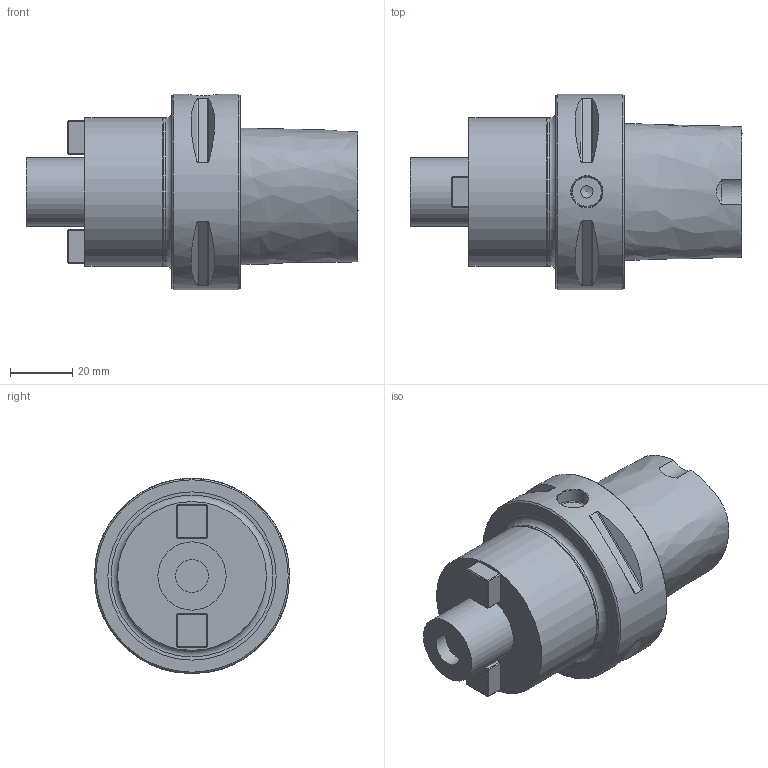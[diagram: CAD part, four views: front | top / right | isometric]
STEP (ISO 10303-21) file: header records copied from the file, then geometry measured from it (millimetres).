
FILE_DESCRIPTION(/* description */ (''),/* implementation_level */ '2;1');
FILE_NAME(/* name */ 'AC6-FM-22-050.stp',/* time_stamp */ '2024-12-18T11:12:43+03:00',/* author */ (''),/* organization */ (''),/* preprocessor_version */ 'ST-DEVELOPER v19.4',/* originating_system */ 'SIEMENS PLM Software NX2306.9102',/* authorisation */ '');
FILE_SCHEMA (('AUTOMOTIVE_DESIGN { 1 0 10303 214 3 1 1 1 }'));
Length unit declared in the file: millimetre
Products named in the file (1): AC6-FM-22-050-Light Step-Dxf_objects
Bounding box: 107 x 63 x 63 mm (x, y, z)
Volume: 180126.1 mm3; surface area: 21971.2 mm2
Topology: 1 solids, 1 shells, 79 faces, 169 edges, 102 vertices
Faces by surface type: plane 53, cylinder 16, cone 6, bspline 2, torus 2
Full cylindrical faces by diameter (mm): 4 x1, 10 x1, 10.5 x1, 22 x1, 47.8 x1, 48 x1, 63 x1
Entity records: 2745 total; most frequent: CARTESIAN_POINT 1131, DIRECTION 310, ORIENTED_EDGE 294, EDGE_CURVE 147, AXIS2_PLACEMENT_3D 107, EDGE_LOOP 106, VERTEX_POINT 98, LINE 96
